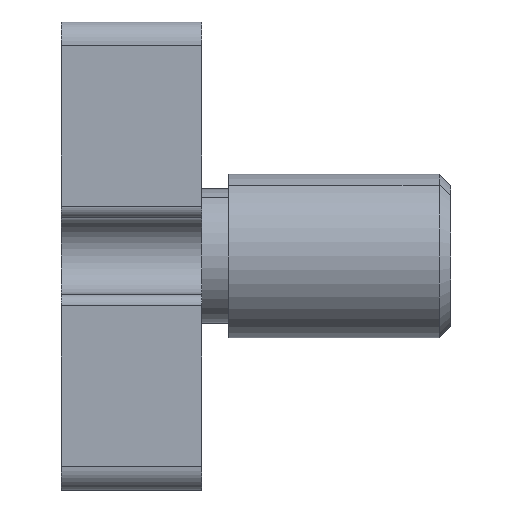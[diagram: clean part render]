
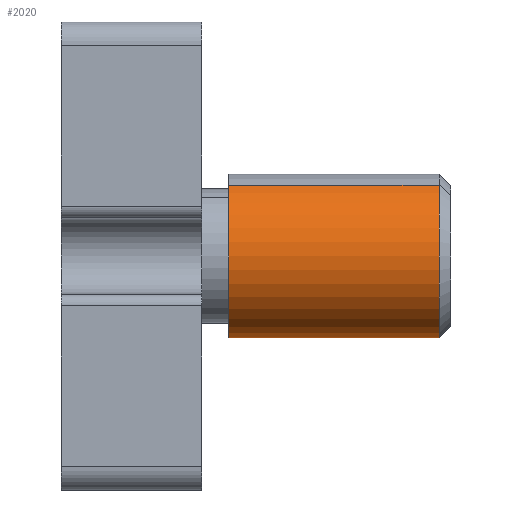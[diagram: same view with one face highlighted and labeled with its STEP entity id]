
A CAD part, left-side view. The second image highlights one B-rep face of the part: STEP entity #2020.
In plain terms, the highlighted cylindrical face has radius 7 mm (diameter 14 mm), a partial arc.
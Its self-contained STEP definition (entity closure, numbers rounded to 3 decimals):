
#256 = CARTESIAN_POINT ( 'NONE',  ( 0., 1., 7. ) ) ;
#261 = DIRECTION ( 'NONE',  ( 0., 0., 1. ) ) ;
#296 = ORIENTED_EDGE ( 'NONE', *, *, #1914, .T. ) ;
#357 = CARTESIAN_POINT ( 'NONE',  ( 0., 1., -7. ) ) ;
#422 = CARTESIAN_POINT ( 'NONE',  ( 0., 19., -7. ) ) ;
#512 = EDGE_CURVE ( 'NONE', #525, #2468, #2186, .T. ) ;
#513 = CARTESIAN_POINT ( 'NONE',  ( 0., 19., 7. ) ) ;
#525 = VERTEX_POINT ( 'NONE', #513 ) ;
#602 = ORIENTED_EDGE ( 'NONE', *, *, #2710, .T. ) ;
#610 = CYLINDRICAL_SURFACE ( 'NONE', #906, 7. ) ;
#819 = ORIENTED_EDGE ( 'NONE', *, *, #2572, .F. ) ;
#834 = VECTOR ( 'NONE', #2233, 1000. ) ;
#862 = FACE_OUTER_BOUND ( 'NONE', #2537, .T. ) ;
#891 = CARTESIAN_POINT ( 'NONE',  ( 0., 1., 0. ) ) ;
#904 = DIRECTION ( 'NONE',  ( 0., 0., -1. ) ) ;
#906 = AXIS2_PLACEMENT_3D ( 'NONE', #934, #1306, #904 ) ;
#934 = CARTESIAN_POINT ( 'NONE',  ( 0., 19., 0. ) ) ;
#990 = CARTESIAN_POINT ( 'NONE',  ( 0., 19., 0. ) ) ;
#1053 = DIRECTION ( 'NONE',  ( 0., 0., 1. ) ) ;
#1257 = VERTEX_POINT ( 'NONE', #357 ) ;
#1306 = DIRECTION ( 'NONE',  ( 0., -1., 0. ) ) ;
#1358 = CARTESIAN_POINT ( 'NONE',  ( 0., 19., -7. ) ) ;
#1408 = LINE ( 'NONE', #1358, #834 ) ;
#1463 = DIRECTION ( 'NONE',  ( 0., 1., 0. ) ) ;
#1509 = DIRECTION ( 'NONE',  ( 0., -1., 0. ) ) ;
#1636 = DIRECTION ( 'NONE',  ( 0., 1., 0. ) ) ;
#1909 = VERTEX_POINT ( 'NONE', #256 ) ;
#1914 = EDGE_CURVE ( 'NONE', #1909, #1257, #2170, .T. ) ;
#1990 = AXIS2_PLACEMENT_3D ( 'NONE', #891, #1463, #1053 ) ;
#2020 = ADVANCED_FACE ( 'NONE', ( #862 ), #610, .T. ) ;
#2126 = VECTOR ( 'NONE', #1509, 1000. ) ;
#2170 = CIRCLE ( 'NONE', #1990, 7. ) ;
#2186 = CIRCLE ( 'NONE', #2758, 7. ) ;
#2233 = DIRECTION ( 'NONE',  ( 0., -1., 0. ) ) ;
#2280 = LINE ( 'NONE', #2724, #2126 ) ;
#2302 = ORIENTED_EDGE ( 'NONE', *, *, #512, .F. ) ;
#2468 = VERTEX_POINT ( 'NONE', #422 ) ;
#2537 = EDGE_LOOP ( 'NONE', ( #2302, #602, #296, #819 ) ) ;
#2572 = EDGE_CURVE ( 'NONE', #2468, #1257, #1408, .T. ) ;
#2710 = EDGE_CURVE ( 'NONE', #525, #1909, #2280, .T. ) ;
#2724 = CARTESIAN_POINT ( 'NONE',  ( 0., 19., 7. ) ) ;
#2758 = AXIS2_PLACEMENT_3D ( 'NONE', #990, #1636, #261 ) ;
